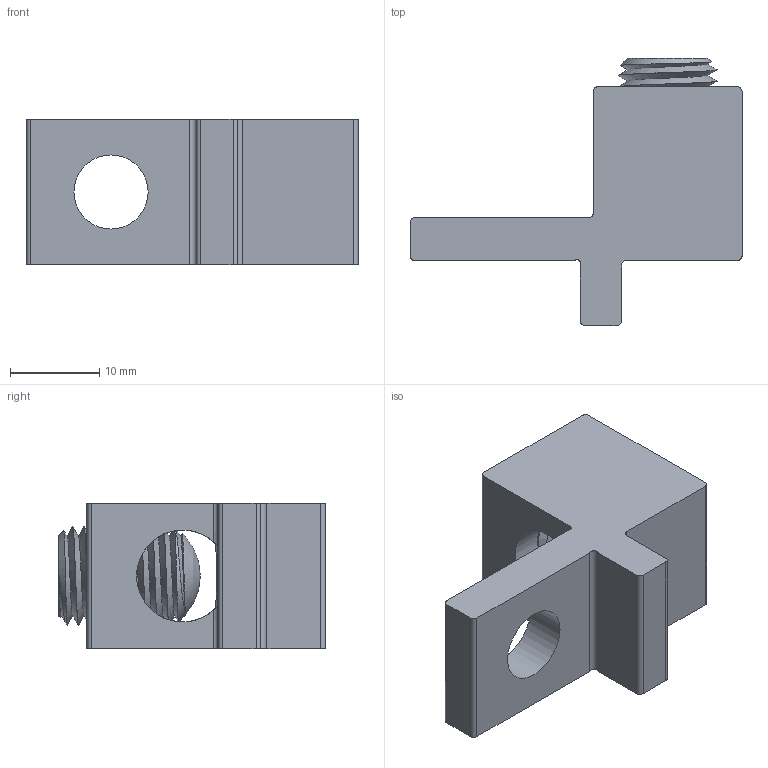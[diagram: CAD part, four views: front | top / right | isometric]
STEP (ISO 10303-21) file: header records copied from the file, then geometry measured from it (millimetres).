
FILE_DESCRIPTION(/* description */ (''),/* implementation_level */ '2;1');
FILE_NAME(/* name */ 'S1-0-TP-HEX-Assembly.stp',/* time_stamp */ '2016-01-27T11:37:17-05:00',/* author */ ('tsmith'),/* organization */ (''),/* preprocessor_version */ 'ST-DEVELOPER v15.6',/* originating_system */ 'Autodesk Inventor 2015',/* authorisation */ '');
FILE_SCHEMA (('AUTOMOTIVE_DESIGN { 1 0 10303 214 3 1 1 }'));
Length unit declared in the file: inch
Products named in the file (3): S1-0-TPs; 11703; S1-0-TP-HEX-Assembly
Assembly tree (2 placements, depth 2):
  S1-0-TP-HEX-Assembly
    S1-0-TPs
    11703
Bounding box: 37.19 x 29.9 x 16.26 mm (x, y, z)
Volume: 6249.4 mm3; surface area: 4523.1 mm2
Topology: 2 solids, 2 shells, 50 faces, 138 edges, 91 vertices
Faces by surface type: plane 22, cylinder 17, cone 8, bspline 2, sphere 1
Full cylindrical faces by diameter (mm): 4.648 x1, 8.306 x1, 9.728 x1, 10.312 x1
Entity records: 3761 total; most frequent: CARTESIAN_POINT 2529, ORIENTED_EDGE 238, DIRECTION 238, EDGE_CURVE 119, AXIS2_PLACEMENT_3D 90, VERTEX_POINT 82, EDGE_LOOP 65, LINE 58
